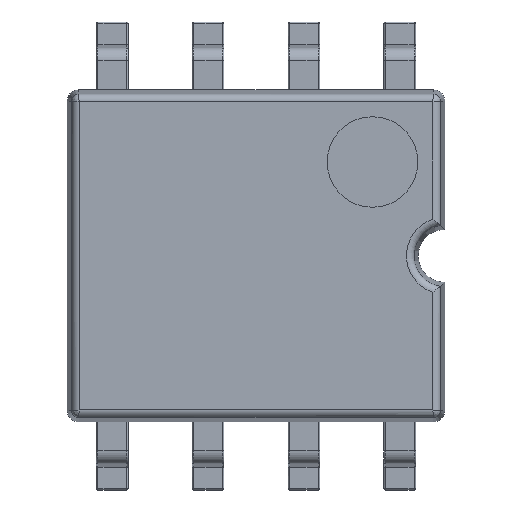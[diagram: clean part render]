
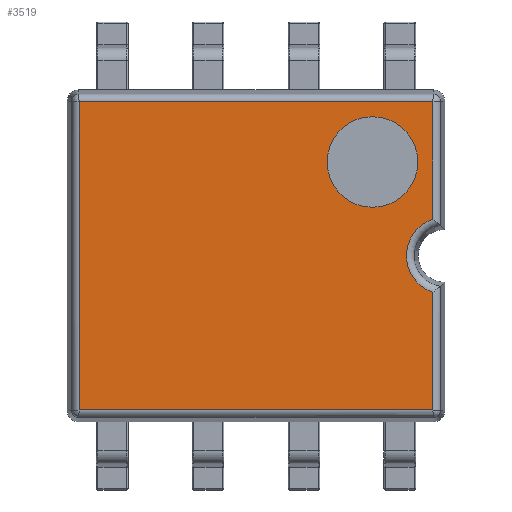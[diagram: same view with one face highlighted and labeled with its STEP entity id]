
A CAD part, top view. The second image highlights one B-rep face of the part: STEP entity #3519.
In plain terms, the highlighted planar face has unit normal (0, 0, 1).
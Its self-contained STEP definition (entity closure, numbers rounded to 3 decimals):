
#35=FACE_BOUND('',#512,.T.);
#143=PLANE('',#3835);
#292=FACE_OUTER_BOUND('',#511,.T.);
#511=EDGE_LOOP('',(#2529,#2530,#2531,#2532,#2533,#2534));
#512=EDGE_LOOP('',(#2535));
#759=LINE('',#5609,#1042);
#760=LINE('',#5611,#1043);
#761=LINE('',#5613,#1044);
#762=LINE('',#5615,#1045);
#763=LINE('',#5617,#1046);
#1042=VECTOR('',#4494,1000.);
#1043=VECTOR('',#4495,1000.);
#1044=VECTOR('',#4496,1000.);
#1045=VECTOR('',#4497,1000.);
#1046=VECTOR('',#4498,1000.);
#1281=CIRCLE('',#3833,0.6);
#1282=CIRCLE('',#3836,0.507);
#1476=VERTEX_POINT('',#5602);
#1477=VERTEX_POINT('',#5607);
#1478=VERTEX_POINT('',#5608);
#1479=VERTEX_POINT('',#5610);
#1480=VERTEX_POINT('',#5612);
#1481=VERTEX_POINT('',#5614);
#1482=VERTEX_POINT('',#5616);
#1843=EDGE_CURVE('',#1476,#1476,#1281,.T.);
#1844=EDGE_CURVE('',#1477,#1478,#759,.T.);
#1845=EDGE_CURVE('',#1479,#1477,#760,.T.);
#1846=EDGE_CURVE('',#1480,#1479,#761,.T.);
#1847=EDGE_CURVE('',#1481,#1480,#762,.T.);
#1848=EDGE_CURVE('',#1482,#1481,#763,.T.);
#1849=EDGE_CURVE('',#1478,#1482,#1282,.T.);
#2529=ORIENTED_EDGE('',*,*,#1844,.F.);
#2530=ORIENTED_EDGE('',*,*,#1845,.F.);
#2531=ORIENTED_EDGE('',*,*,#1846,.F.);
#2532=ORIENTED_EDGE('',*,*,#1847,.F.);
#2533=ORIENTED_EDGE('',*,*,#1848,.F.);
#2534=ORIENTED_EDGE('',*,*,#1849,.F.);
#2535=ORIENTED_EDGE('',*,*,#1843,.T.);
#3519=ADVANCED_FACE('',(#292,#35),#143,.T.);
#3833=AXIS2_PLACEMENT_3D('',#5604,#4488,#4489);
#3835=AXIS2_PLACEMENT_3D('',#5606,#4492,#4493);
#3836=AXIS2_PLACEMENT_3D('',#5618,#4499,#4500);
#4488=DIRECTION('center_axis',(0.,0.,-1.));
#4489=DIRECTION('ref_axis',(1.,0.,0.));
#4492=DIRECTION('center_axis',(0.,0.,1.));
#4493=DIRECTION('ref_axis',(1.,0.,0.));
#4494=DIRECTION('',(0.,-1.,0.));
#4495=DIRECTION('',(1.,0.,0.));
#4496=DIRECTION('',(0.,1.,0.));
#4497=DIRECTION('',(-1.,0.,0.));
#4498=DIRECTION('',(0.,-1.,0.));
#4499=DIRECTION('center_axis',(0.,0.,1.));
#4500=DIRECTION('ref_axis',(-0.31,-0.951,0.));
#5602=CARTESIAN_POINT('',(0.943,1.243,0.75));
#5604=CARTESIAN_POINT('Origin',(1.543,1.243,0.75));
#5606=CARTESIAN_POINT('Origin',(2.35,-2.05,0.75));
#5607=CARTESIAN_POINT('',(2.343,2.043,0.75));
#5608=CARTESIAN_POINT('',(2.343,0.482,0.75));
#5609=CARTESIAN_POINT('',(2.343,-2.05,0.75));
#5610=CARTESIAN_POINT('',(-2.343,2.043,0.75));
#5611=CARTESIAN_POINT('',(2.35,2.043,0.75));
#5612=CARTESIAN_POINT('',(-2.343,-2.043,0.75));
#5613=CARTESIAN_POINT('',(-2.343,-2.05,0.75));
#5614=CARTESIAN_POINT('',(2.343,-2.043,0.75));
#5615=CARTESIAN_POINT('',(2.35,-2.043,0.75));
#5616=CARTESIAN_POINT('',(2.343,-0.482,0.75));
#5617=CARTESIAN_POINT('',(2.343,-2.05,0.75));
#5618=CARTESIAN_POINT('Origin',(2.5,0.,
0.75));
